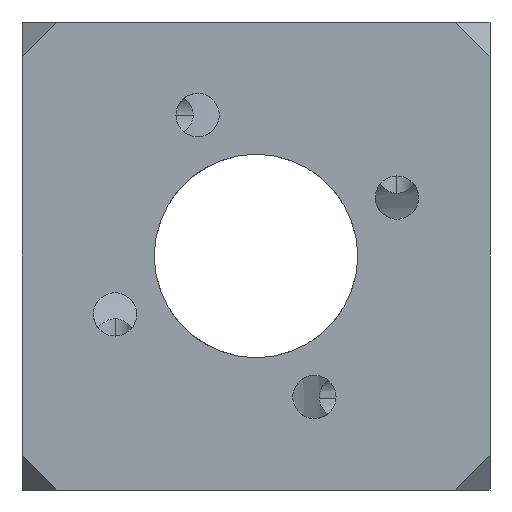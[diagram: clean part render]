
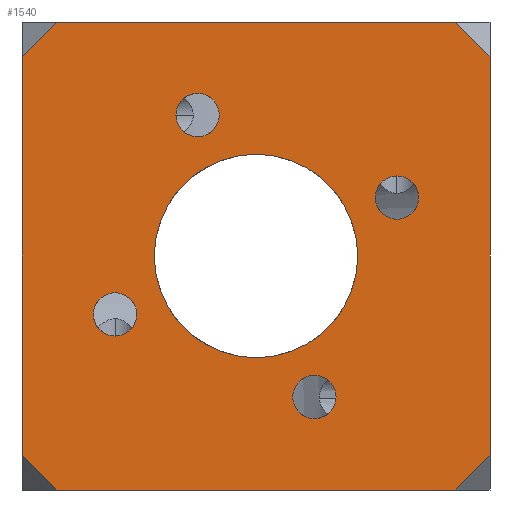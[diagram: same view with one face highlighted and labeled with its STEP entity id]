
A CAD part, left-side view. The second image highlights one B-rep face of the part: STEP entity #1540.
In plain terms, the highlighted planar face has unit normal (1, 0, 0).
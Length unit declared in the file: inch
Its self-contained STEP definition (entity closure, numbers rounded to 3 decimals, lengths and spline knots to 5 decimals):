
#116=VECTOR('',#1715,1.);
#123=VECTOR('',#1843,1.);
#140=VECTOR('',#1874,1.);
#145=VECTOR('',#1880,1.);
#147=VECTOR('',#1887,1.);
#148=VECTOR('',#1888,1.);
#149=VECTOR('',#1889,1.);
#150=VECTOR('',#1890,1.);
#152=LINE('',#3768,#116);
#159=LINE('',#3928,#123);
#176=LINE('',#4044,#140);
#181=LINE('',#4054,#145);
#183=LINE('',#4062,#147);
#184=LINE('',#4063,#148);
#185=LINE('',#4064,#149);
#186=LINE('',#4065,#150);
#196=PLANE('',#7165);
#306=CIRCLE('',#7076,0.25);
#307=CIRCLE('',#7080,0.25);
#334=CIRCLE('',#7128,0.05325);
#335=CIRCLE('',#7130,0.05325);
#336=CIRCLE('',#7132,0.05325);
#337=CIRCLE('',#7134,0.05325);
#348=CIRCLE('',#7166,0.05325);
#349=CIRCLE('',#7167,0.05325);
#350=CIRCLE('',#7168,0.05325);
#351=CIRCLE('',#7169,0.05325);
#422=VERTEX_POINT('',#2828);
#423=VERTEX_POINT('',#2830);
#454=VERTEX_POINT('',#3767);
#455=VERTEX_POINT('',#3769);
#483=VERTEX_POINT('',#3870);
#484=VERTEX_POINT('',#3872);
#485=VERTEX_POINT('',#3880);
#486=VERTEX_POINT('',#3882);
#495=VERTEX_POINT('',#3929);
#496=VERTEX_POINT('',#3930);
#514=VERTEX_POINT('',#4045);
#515=VERTEX_POINT('',#4046);
#517=VERTEX_POINT('',#4053);
#518=VERTEX_POINT('',#4055);
#521=VERTEX_POINT('',#4067);
#522=VERTEX_POINT('',#4068);
#523=VERTEX_POINT('',#4071);
#524=VERTEX_POINT('',#4072);
#601=EDGE_CURVE('',#422,#423,#306,.F.);
#609=EDGE_CURVE('',#423,#422,#307,.F.);
#640=EDGE_CURVE('',#454,#455,#152,.F.);
#684=EDGE_CURVE('',#483,#484,#334,.F.);
#686=EDGE_CURVE('',#484,#483,#335,.F.);
#688=EDGE_CURVE('',#485,#486,#336,.F.);
#690=EDGE_CURVE('',#486,#485,#337,.F.);
#707=EDGE_CURVE('',#495,#496,#159,.F.);
#736=EDGE_CURVE('',#514,#515,#176,.F.);
#741=EDGE_CURVE('',#517,#518,#181,.F.);
#745=EDGE_CURVE('',#517,#496,#183,.F.);
#746=EDGE_CURVE('',#495,#455,#184,.F.);
#747=EDGE_CURVE('',#454,#515,#185,.F.);
#748=EDGE_CURVE('',#514,#518,#186,.F.);
#749=EDGE_CURVE('',#521,#522,#348,.T.);
#750=EDGE_CURVE('',#522,#521,#349,.T.);
#751=EDGE_CURVE('',#523,#524,#350,.T.);
#752=EDGE_CURVE('',#524,#523,#351,.T.);
#1125=ORIENTED_EDGE('',*,*,#745,.T.);
#1126=ORIENTED_EDGE('',*,*,#707,.F.);
#1127=ORIENTED_EDGE('',*,*,#746,.T.);
#1128=ORIENTED_EDGE('',*,*,#640,.F.);
#1129=ORIENTED_EDGE('',*,*,#747,.T.);
#1130=ORIENTED_EDGE('',*,*,#736,.F.);
#1131=ORIENTED_EDGE('',*,*,#748,.T.);
#1132=ORIENTED_EDGE('',*,*,#741,.F.);
#1133=ORIENTED_EDGE('',*,*,#688,.F.);
#1134=ORIENTED_EDGE('',*,*,#690,.F.);
#1135=ORIENTED_EDGE('',*,*,#609,.F.);
#1136=ORIENTED_EDGE('',*,*,#601,.F.);
#1137=ORIENTED_EDGE('',*,*,#749,.F.);
#1138=ORIENTED_EDGE('',*,*,#750,.F.);
#1139=ORIENTED_EDGE('',*,*,#751,.F.);
#1140=ORIENTED_EDGE('',*,*,#752,.F.);
#1141=ORIENTED_EDGE('',*,*,#684,.F.);
#1142=ORIENTED_EDGE('',*,*,#686,.F.);
#1331=EDGE_LOOP('',(#1125,#1126,#1127,#1128,#1129,#1130,#1131,#1132));
#1332=EDGE_LOOP('',(#1133,#1134));
#1333=EDGE_LOOP('',(#1135,#1136));
#1334=EDGE_LOOP('',(#1137,#1138));
#1335=EDGE_LOOP('',(#1139,#1140));
#1336=EDGE_LOOP('',(#1141,#1142));
#1460=FACE_BOUND('',#1331,.T.);
#1461=FACE_BOUND('',#1332,.T.);
#1462=FACE_BOUND('',#1333,.T.);
#1463=FACE_BOUND('',#1334,.T.);
#1464=FACE_BOUND('',#1335,.T.);
#1465=FACE_BOUND('',#1336,.T.);
#1540=ADVANCED_FACE('',(#1460,#1461,#1462,#1463,#1464,#1465),#196,.F.);
#1685=DIRECTION('',(-1.,0.,0.));
#1686=DIRECTION('',(0.,0.,-0.25));
#1693=DIRECTION('',(-1.,0.,0.));
#1694=DIRECTION('',(0.,0.,0.25));
#1715=DIRECTION('',(0.,1.,0.));
#1796=DIRECTION('',(-1.,0.,0.));
#1797=DIRECTION('',(0.,0.053,0.));
#1800=DIRECTION('',(-1.,0.,0.));
#1801=DIRECTION('',(0.,-0.053,0.));
#1804=DIRECTION('',(-1.,0.,0.));
#1805=DIRECTION('',(0.,0.,0.053));
#1808=DIRECTION('',(-1.,0.,0.));
#1809=DIRECTION('',(0.,0.,-0.053));
#1843=DIRECTION('',(0.,0.,-1.));
#1874=DIRECTION('',(0.,0.,1.));
#1880=DIRECTION('',(0.,-1.,0.));
#1886=DIRECTION('',(-1.,0.,0.));
#1887=DIRECTION('',(0.,0.707,0.707));
#1888=DIRECTION('',(0.,-0.707,0.707));
#1889=DIRECTION('',(0.,-0.707,-0.707));
#1890=DIRECTION('',(0.,0.707,-0.707));
#1891=DIRECTION('',(1.,0.,0.));
#1892=DIRECTION('',(0.,-0.053,0.));
#1893=DIRECTION('',(1.,0.,0.));
#1894=DIRECTION('',(0.,0.053,0.));
#1895=DIRECTION('',(1.,0.,0.));
#1896=DIRECTION('',(0.,0.,-0.053));
#1897=DIRECTION('',(1.,0.,0.));
#1898=DIRECTION('',(0.,0.,0.053));
#2828=CARTESIAN_POINT('',(-0.575,0.25,0.));
#2829=CARTESIAN_POINT('',(-0.575,0.,0.));
#2830=CARTESIAN_POINT('',(-0.575,-0.25,0.));
#2995=CARTESIAN_POINT('',(-0.575,0.,0.));
#3767=CARTESIAN_POINT('',(-0.575,0.49015,-0.575));
#3768=CARTESIAN_POINT('',(-0.575,0.,-0.575));
#3769=CARTESIAN_POINT('',(-0.575,-0.49015,-0.575));
#3870=CARTESIAN_POINT('',(-0.575,0.34645,-0.09026));
#3871=CARTESIAN_POINT('',(-0.575,0.34645,-0.14351));
#3872=CARTESIAN_POINT('',(-0.575,0.34645,-0.19676));
#3876=CARTESIAN_POINT('',(-0.575,0.34645,-0.14351));
#3880=CARTESIAN_POINT('',(-0.575,0.09026,0.34645));
#3881=CARTESIAN_POINT('',(-0.575,0.14351,0.34645));
#3882=CARTESIAN_POINT('',(-0.575,0.19676,0.34645));
#3886=CARTESIAN_POINT('',(-0.575,0.14351,0.34645));
#3928=CARTESIAN_POINT('',(-0.575,-0.575,0.));
#3929=CARTESIAN_POINT('',(-0.575,-0.575,-0.49015));
#3930=CARTESIAN_POINT('',(-0.575,-0.575,0.49015));
#4044=CARTESIAN_POINT('',(-0.575,0.575,0.));
#4045=CARTESIAN_POINT('',(-0.575,0.575,0.49015));
#4046=CARTESIAN_POINT('',(-0.575,0.575,-0.49015));
#4053=CARTESIAN_POINT('',(-0.575,-0.49015,0.575));
#4054=CARTESIAN_POINT('',(-0.575,0.,0.575));
#4055=CARTESIAN_POINT('',(-0.575,0.49015,0.575));
#4061=CARTESIAN_POINT('',(-0.575,0.,0.));
#4062=CARTESIAN_POINT('',(-0.575,-0.53804,0.52711));
#4063=CARTESIAN_POINT('',(-0.575,-0.53804,-0.52711));
#4064=CARTESIAN_POINT('',(-0.575,0.53804,-0.52711));
#4065=CARTESIAN_POINT('',(-0.575,0.53804,0.52711));
#4066=CARTESIAN_POINT('',(-0.575,-0.34645,0.14351));
#4067=CARTESIAN_POINT('',(-0.575,-0.34645,0.09026));
#4068=CARTESIAN_POINT('',(-0.575,-0.34645,0.19676));
#4069=CARTESIAN_POINT('',(-0.575,-0.34645,0.14351));
#4070=CARTESIAN_POINT('',(-0.575,-0.14351,-0.34645));
#4071=CARTESIAN_POINT('',(-0.575,-0.09026,-0.34645));
#4072=CARTESIAN_POINT('',(-0.575,-0.19676,-0.34645));
#4073=CARTESIAN_POINT('',(-0.575,-0.14351,-0.34645));
#7076=AXIS2_PLACEMENT_3D('',#2829,#1685,#1686);
#7080=AXIS2_PLACEMENT_3D('',#2995,#1693,#1694);
#7128=AXIS2_PLACEMENT_3D('',#3871,#1796,#1797);
#7130=AXIS2_PLACEMENT_3D('',#3876,#1800,#1801);
#7132=AXIS2_PLACEMENT_3D('',#3881,#1804,#1805);
#7134=AXIS2_PLACEMENT_3D('',#3886,#1808,#1809);
#7165=AXIS2_PLACEMENT_3D('',#4061,#1886,$);
#7166=AXIS2_PLACEMENT_3D('',#4066,#1891,#1892);
#7167=AXIS2_PLACEMENT_3D('',#4069,#1893,#1894);
#7168=AXIS2_PLACEMENT_3D('',#4070,#1895,#1896);
#7169=AXIS2_PLACEMENT_3D('',#4073,#1897,#1898);
